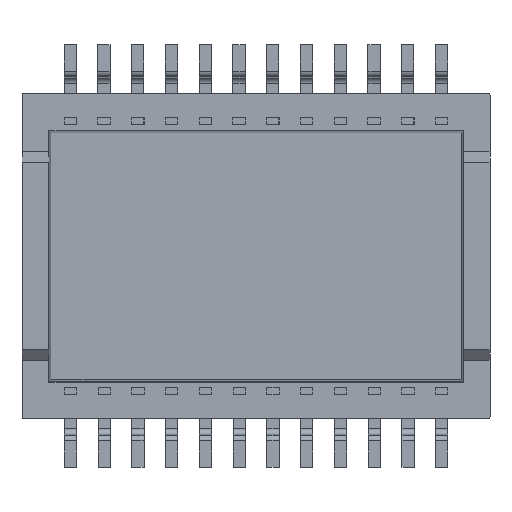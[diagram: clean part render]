
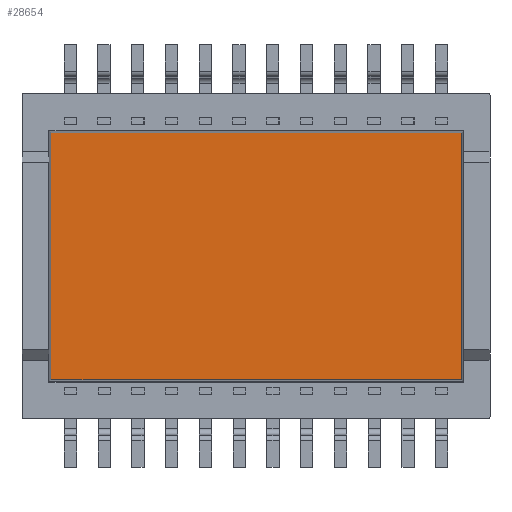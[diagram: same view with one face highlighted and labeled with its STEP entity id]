
A CAD part, top view. The second image highlights one B-rep face of the part: STEP entity #28654.
In plain terms, the highlighted planar face has unit normal (0, 0, 1).
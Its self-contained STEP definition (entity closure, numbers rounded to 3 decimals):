
#3009=ORIENTED_EDGE('',*,*,#8264,.F.);
#3010=ORIENTED_EDGE('',*,*,#8265,.T.);
#3011=ORIENTED_EDGE('',*,*,#8266,.T.);
#3012=ORIENTED_EDGE('',*,*,#8267,.F.);
#8264=EDGE_CURVE('',#10903,#10904,#12952,.T.);
#8265=EDGE_CURVE('',#10903,#10905,#12953,.T.);
#8266=EDGE_CURVE('',#10905,#10906,#12954,.T.);
#8267=EDGE_CURVE('',#10904,#10906,#12955,.T.);
#10903=VERTEX_POINT('',#41599);
#10904=VERTEX_POINT('',#41600);
#10905=VERTEX_POINT('',#41602);
#10906=VERTEX_POINT('',#41604);
#12952=LINE('',#41598,#15312);
#12953=LINE('',#41601,#15313);
#12954=LINE('',#41603,#15314);
#12955=LINE('',#41605,#15315);
#15312=VECTOR('',#32965,1000.);
#15313=VECTOR('',#32966,1000.);
#15314=VECTOR('',#32967,1000.);
#15315=VECTOR('',#32968,1000.);
#17291=EDGE_LOOP('',(#3009,#3010,#3011,#3012));
#18515=FACE_BOUND('',#17291,.T.);
#19603=PLANE('',#30011);
#28654=ADVANCED_FACE('',(#18515),#19603,.T.);
#30011=AXIS2_PLACEMENT_3D('',#41597,#32963,#32964);
#32963=DIRECTION('',(0.,0.,1.));
#32964=DIRECTION('',(1.,0.,0.));
#32965=DIRECTION('',(-1.,0.,0.));
#32966=DIRECTION('',(0.,1.,0.));
#32967=DIRECTION('',(-1.,0.,0.));
#32968=DIRECTION('',(0.,1.,0.));
#41597=CARTESIAN_POINT('',(0.,0.,-2.225));
#41598=CARTESIAN_POINT('',(0.,-4.647,-2.225));
#41599=CARTESIAN_POINT('',(7.737,-4.647,-2.225));
#41600=CARTESIAN_POINT('',(-7.712,-4.647,-2.225));
#41601=CARTESIAN_POINT('',(7.737,0.,-2.225));
#41602=CARTESIAN_POINT('',(7.737,4.647,-2.225));
#41603=CARTESIAN_POINT('',(0.,4.647,-2.225));
#41604=CARTESIAN_POINT('',(-7.712,4.647,-2.225));
#41605=CARTESIAN_POINT('',(-7.712,0.,-2.225));
